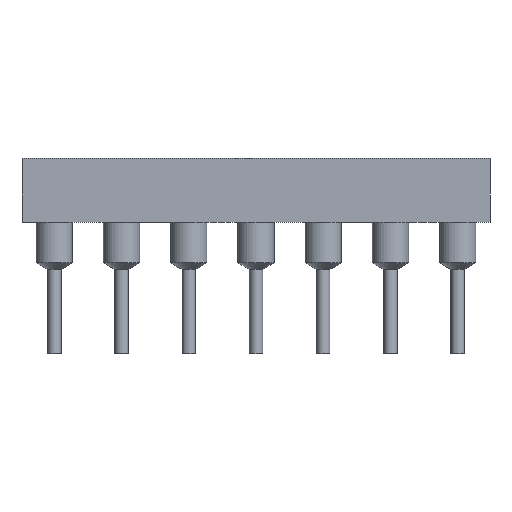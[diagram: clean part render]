
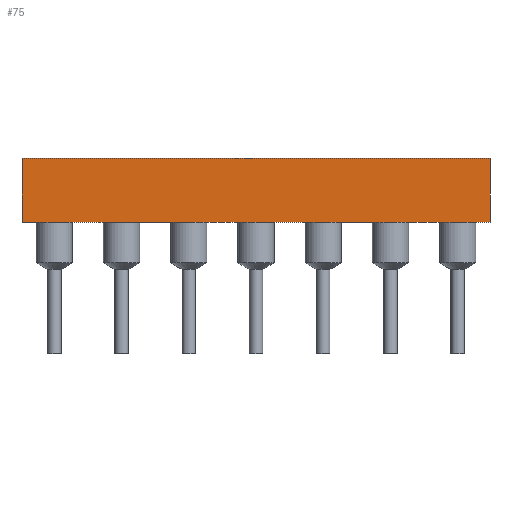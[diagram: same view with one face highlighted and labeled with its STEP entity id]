
A CAD part, front view. The second image highlights one B-rep face of the part: STEP entity #75.
In plain terms, the highlighted planar face has unit normal (0, -1, 0).
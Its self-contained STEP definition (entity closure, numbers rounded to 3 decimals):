
#75=ADVANCED_FACE('',(#377),#378,.T.);
#377=FACE_OUTER_BOUND('',#905,.T.);
#378=PLANE('',#906);
#905=EDGE_LOOP('',(#1668,#1669,#1670,#1671));
#906=AXIS2_PLACEMENT_3D('',#1672,#1673,#1674);
#1668=ORIENTED_EDGE('',*,*,#3253,.T.);
#1669=ORIENTED_EDGE('',*,*,#3191,.T.);
#1670=ORIENTED_EDGE('',*,*,#3238,.F.);
#1671=ORIENTED_EDGE('',*,*,#3106,.F.);
#1672=CARTESIAN_POINT('',(-8.839,-5.029,0.0));
#1673=DIRECTION('',(0.0,-1.0,0.0));
#1674=DIRECTION('',(0.0,0.0,-1.0));
#3106=EDGE_CURVE('',#3624,#3626,#3627,.T.);
#3191=EDGE_CURVE('',#3787,#3785,#3788,.T.);
#3238=EDGE_CURVE('',#3626,#3785,#3874,.T.);
#3253=EDGE_CURVE('',#3624,#3787,#3889,.T.);
#3624=VERTEX_POINT('',#4458);
#3626=VERTEX_POINT('',#4461);
#3627=LINE('',#4462,#4463);
#3785=VERTEX_POINT('',#4666);
#3787=VERTEX_POINT('',#4669);
#3788=LINE('',#4670,#4671);
#3874=LINE('',#4769,#4770);
#3889=LINE('',#4799,#4800);
#4458=CARTESIAN_POINT('',(-8.839,-5.029,0.0));
#4461=CARTESIAN_POINT('',(8.839,-5.029,0.0));
#4462=CARTESIAN_POINT('',(-8.839,-5.029,0.0));
#4463=VECTOR('',#5534,17.678);
#4666=CARTESIAN_POINT('',(8.839,-5.029,-2.413));
#4669=CARTESIAN_POINT('',(-8.839,-5.029,-2.413));
#4670=CARTESIAN_POINT('',(-8.839,-5.029,-2.413));
#4671=VECTOR('',#5695,17.678);
#4769=CARTESIAN_POINT('',(8.839,-5.029,0.0));
#4770=VECTOR('',#5810,2.413);
#4799=CARTESIAN_POINT('',(-8.839,-5.029,0.0));
#4800=VECTOR('',#5825,2.413);
#5534=DIRECTION('',(1.0,0.0,0.0));
#5695=DIRECTION('',(1.0,0.0,0.0));
#5810=DIRECTION('',(0.0,0.0,-1.0));
#5825=DIRECTION('',(0.0,0.0,-1.0));
